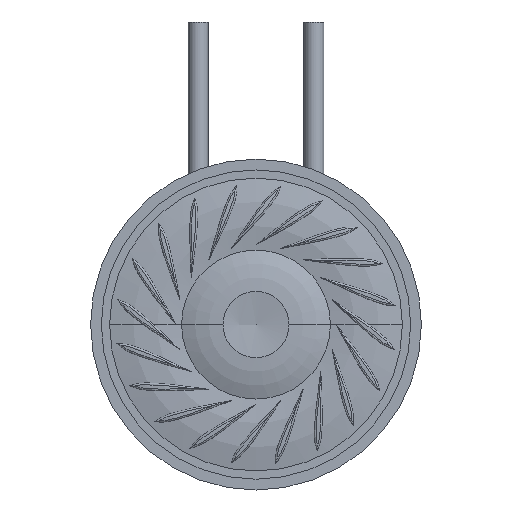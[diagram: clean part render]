
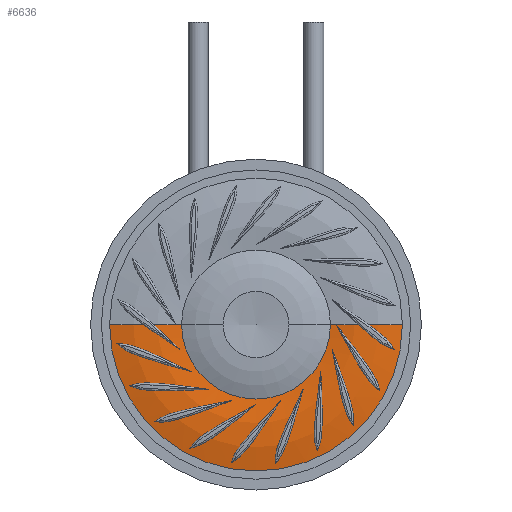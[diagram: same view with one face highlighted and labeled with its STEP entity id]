
A CAD part, front view. The second image highlights one B-rep face of the part: STEP entity #6636.
In plain terms, the highlighted toroidal (fillet/blend) face has major radius 6.464 mm and minor radius 9.741 mm.
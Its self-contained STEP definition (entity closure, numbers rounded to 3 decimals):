
#360 = DIRECTION ( 'NONE',  ( 0., 0., 1. ) ) ;
#368 = DIRECTION ( 'NONE',  ( 0., -1., 0. ) ) ;
#588 = EDGE_CURVE ( 'NONE', #1380, #7803, #2733, .T. ) ;
#926 = EDGE_CURVE ( 'NONE', #9775, #6260, #7756, .T. ) ;
#1147 = DIRECTION ( 'NONE',  ( 0., -1., 0. ) ) ;
#1232 = CARTESIAN_POINT ( 'NONE',  ( -4.5, 0.5, 0. ) ) ;
#1380 = VERTEX_POINT ( 'NONE', #6121 ) ;
#1481 = CARTESIAN_POINT ( 'NONE',  ( -6.464, 10.041, 0. ) ) ;
#1533 = CARTESIAN_POINT ( 'NONE',  ( 0., 10.041, 0. ) ) ;
#2209 = DIRECTION ( 'NONE',  ( 0., 0., -1. ) ) ;
#2279 = ORIENTED_EDGE ( 'NONE', *, *, #2559, .F. ) ;
#2389 = AXIS2_PLACEMENT_3D ( 'NONE', #11207, #2209, #9214 ) ;
#2559 = EDGE_CURVE ( 'NONE', #6260, #7803, #10191, .T. ) ;
#2733 = CIRCLE ( 'NONE', #2389, 9.741 ) ;
#3138 = AXIS2_PLACEMENT_3D ( 'NONE', #1481, #360, #3344 ) ;
#3284 = ORIENTED_EDGE ( 'NONE', *, *, #3527, .T. ) ;
#3344 = DIRECTION ( 'NONE',  ( 1., 0., 0. ) ) ;
#3355 = AXIS2_PLACEMENT_3D ( 'NONE', #4393, #368, #5301 ) ;
#3527 = EDGE_CURVE ( 'NONE', #9775, #1380, #11057, .T. ) ;
#4393 = CARTESIAN_POINT ( 'NONE',  ( 0., 0.5, 0. ) ) ;
#4961 = CARTESIAN_POINT ( 'NONE',  ( 0., 0.597, 0. ) ) ;
#5301 = DIRECTION ( 'NONE',  ( 1., 0., 0. ) ) ;
#5423 = DIRECTION ( 'NONE',  ( 0., -1., 0. ) ) ;
#6045 = DIRECTION ( 'NONE',  ( 1., 0., 0. ) ) ;
#6121 = CARTESIAN_POINT ( 'NONE',  ( 8.85, 0.597, 0. ) ) ;
#6260 = VERTEX_POINT ( 'NONE', #1232 ) ;
#6398 = AXIS2_PLACEMENT_3D ( 'NONE', #4961, #1147, #6045 ) ;
#6599 = TOROIDAL_SURFACE ( 'NONE', #7318, 6.464, 9.741 ) ;
#6636 = ADVANCED_FACE ( 'NONE', ( #7221 ), #6599, .T. ) ;
#6823 = CARTESIAN_POINT ( 'NONE',  ( 4.5, 0.5, 0. ) ) ;
#7221 = FACE_OUTER_BOUND ( 'NONE', #12371, .T. ) ;
#7318 = AXIS2_PLACEMENT_3D ( 'NONE', #1533, #5423, #10328 ) ;
#7756 = CIRCLE ( 'NONE', #3138, 9.741 ) ;
#7803 = VERTEX_POINT ( 'NONE', #6823 ) ;
#9214 = DIRECTION ( 'NONE',  ( -1., 0., 0. ) ) ;
#9775 = VERTEX_POINT ( 'NONE', #12628 ) ;
#10190 = ORIENTED_EDGE ( 'NONE', *, *, #588, .T. ) ;
#10191 = CIRCLE ( 'NONE', #3355, 4.5 ) ;
#10250 = ORIENTED_EDGE ( 'NONE', *, *, #926, .F. ) ;
#10328 = DIRECTION ( 'NONE',  ( 1., 0., 0. ) ) ;
#11057 = CIRCLE ( 'NONE', #6398, 8.85 ) ;
#11207 = CARTESIAN_POINT ( 'NONE',  ( 6.464, 10.041, 0. ) ) ;
#12371 = EDGE_LOOP ( 'NONE', ( #10250, #3284, #10190, #2279 ) ) ;
#12628 = CARTESIAN_POINT ( 'NONE',  ( -8.85, 0.597, 0. ) ) ;
